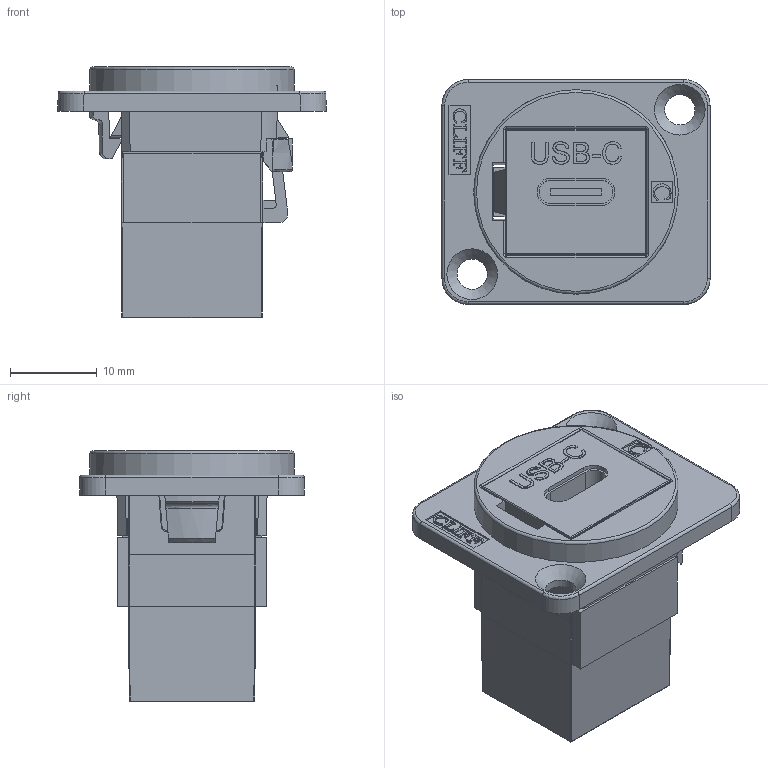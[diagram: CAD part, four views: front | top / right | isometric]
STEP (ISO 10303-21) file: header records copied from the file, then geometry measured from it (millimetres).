
FILE_DESCRIPTION(/* description */ (''),/* implementation_level */ '2;1');
FILE_NAME(/* name */ 'CP30201 F-F USBC csk.stp',/* time_stamp */ '2025-04-01T10:36:47+01:00',/* author */ ('tottley'),/* organization */ (''),/* preprocessor_version */ 'ST-DEVELOPER v20',/* originating_system */ 'Autodesk Inventor 2025',/* authorisation */ '');
FILE_SCHEMA (('AUTOMOTIVE_DESIGN { 1 0 10303 214 3 1 1 }'));
Length unit declared in the file: millimetre
Products named in the file (1): CP30201 F-F USBC csk
Bounding box: 31 x 26 x 29.1 mm (x, y, z)
Volume: 4888 mm3; surface area: 9172.8 mm2
Topology: 2 solids, 3 shells, 544 faces, 1465 edges, 952 vertices
Faces by surface type: plane 346, bspline 97, cylinder 69, cone 16, sphere 8, torus 8
Full cylindrical faces by diameter (mm): 3.5 x2
Entity records: 18992 total; most frequent: CARTESIAN_POINT 5323, ORIENTED_EDGE 2930, DIRECTION 2330, EDGE_CURVE 1465, LINE 1040, VECTOR 1040, VERTEX_POINT 952, AXIS2_PLACEMENT_3D 645
